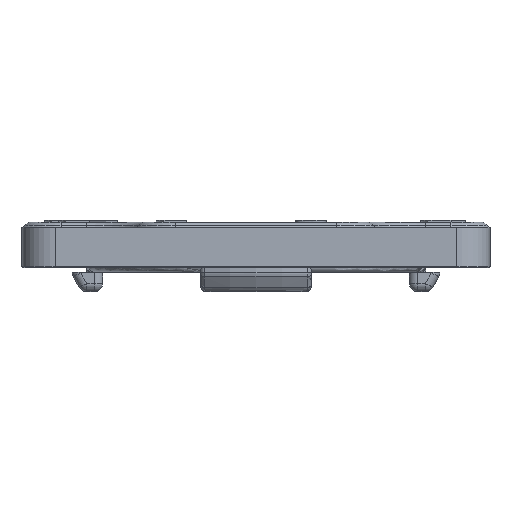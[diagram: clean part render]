
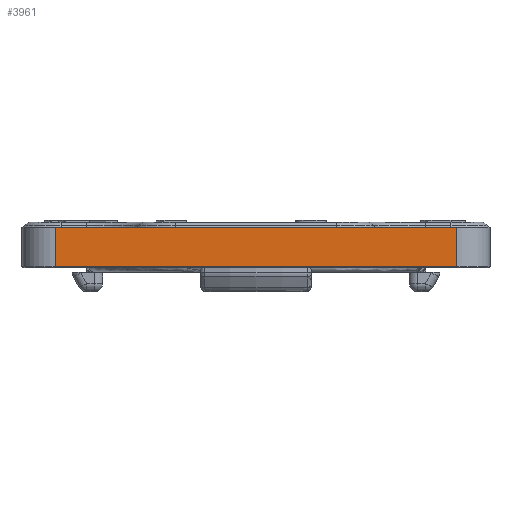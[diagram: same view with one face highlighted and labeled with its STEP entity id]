
A CAD part, left-side view. The second image highlights one B-rep face of the part: STEP entity #3961.
In plain terms, the highlighted planar face has unit normal (-1, 0, 0).
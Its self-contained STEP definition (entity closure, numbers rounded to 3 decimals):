
#3961 = ADVANCED_FACE( '', ( #8806 ), #8807, .F. );
#8806 = FACE_OUTER_BOUND( '', #15221, .T. );
#8807 = PLANE( '', #15222 );
#15221 = EDGE_LOOP( '', ( #26180, #26181, #26182, #26183, #26184, #26185 ) );
#15222 = AXIS2_PLACEMENT_3D( '', #26186, #26187, #26188 );
#26180 = ORIENTED_EDGE( '', *, *, #32442, .T. );
#26181 = ORIENTED_EDGE( '', *, *, #31534, .F. );
#26182 = ORIENTED_EDGE( '', *, *, #29873, .F. );
#26183 = ORIENTED_EDGE( '', *, *, #30305, .F. );
#26184 = ORIENTED_EDGE( '', *, *, #32668, .F. );
#26185 = ORIENTED_EDGE( '', *, *, #32669, .F. );
#26186 = CARTESIAN_POINT( '', ( -108., 34.5, 19. ) );
#26187 = DIRECTION( '', ( 1., 0., 0. ) );
#26188 = DIRECTION( '', ( 0., 0., 1. ) );
#29873 = EDGE_CURVE( '', #34685, #33751, #34686, .T. );
#30305 = EDGE_CURVE( '', #35386, #34685, #35388, .T. );
#31534 = EDGE_CURVE( '', #33751, #34129, #37244, .T. );
#32442 = EDGE_CURVE( '', #38458, #34129, #38459, .T. );
#32668 = EDGE_CURVE( '', #38744, #35386, #38745, .T. );
#32669 = EDGE_CURVE( '', #38458, #38744, #38746, .T. );
#33751 = VERTEX_POINT( '', #40339 );
#34129 = VERTEX_POINT( '', #41032 );
#34685 = VERTEX_POINT( '', #42103 );
#34686 = LINE( '', #42104, #42105 );
#35386 = VERTEX_POINT( '', #43326 );
#35388 = LINE( '', #43328, #43329 );
#37244 = LINE( '', #46524, #46525 );
#38458 = VERTEX_POINT( '', #48855 );
#38459 = LINE( '', #48856, #48857 );
#38744 = VERTEX_POINT( '', #49395 );
#38745 = LINE( '', #49396, #49397 );
#38746 = LINE( '', #49398, #49399 );
#40339 = CARTESIAN_POINT( '', ( -108., -37.5, 12. ) );
#41032 = CARTESIAN_POINT( '', ( -108., 34.5, 12. ) );
#42103 = CARTESIAN_POINT( '', ( -108., -37.5, 19. ) );
#42104 = CARTESIAN_POINT( '', ( -108., -37.5, 19. ) );
#42105 = VECTOR( '', #51452, 1000. );
#43326 = CARTESIAN_POINT( '', ( -108., -16., 19. ) );
#43328 = CARTESIAN_POINT( '', ( -108., 34.5, 19. ) );
#43329 = VECTOR( '', #51995, 1000. );
#46524 = CARTESIAN_POINT( '', ( -108., -37.5, 12. ) );
#46525 = VECTOR( '', #53295, 1000. );
#48855 = CARTESIAN_POINT( '', ( -108., 34.5, 19. ) );
#48856 = CARTESIAN_POINT( '', ( -108., 34.5, 19. ) );
#48857 = VECTOR( '', #54104, 1000. );
#49395 = CARTESIAN_POINT( '', ( -108., 13., 19. ) );
#49396 = CARTESIAN_POINT( '', ( -108., -36.5, 19. ) );
#49397 = VECTOR( '', #54240, 1000. );
#49398 = CARTESIAN_POINT( '', ( -108., 34.5, 19. ) );
#49399 = VECTOR( '', #54241, 1000. );
#51452 = DIRECTION( '', ( 0., 0., -1. ) );
#51995 = DIRECTION( '', ( 0., -1., 0. ) );
#53295 = DIRECTION( '', ( 0., 1., 0. ) );
#54104 = DIRECTION( '', ( 0., 0., -1. ) );
#54240 = DIRECTION( '', ( 0., -1., 0. ) );
#54241 = DIRECTION( '', ( 0., -1., 0. ) );
